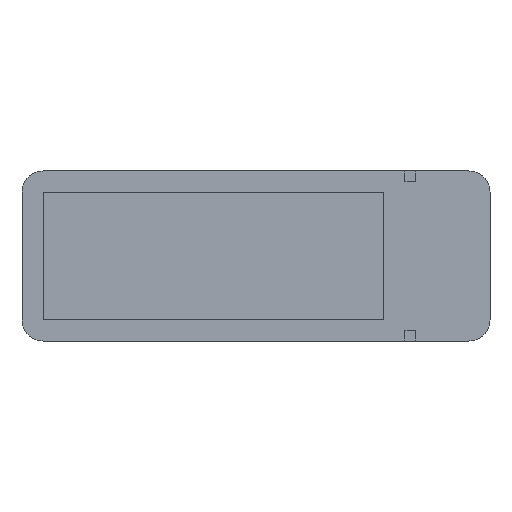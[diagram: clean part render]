
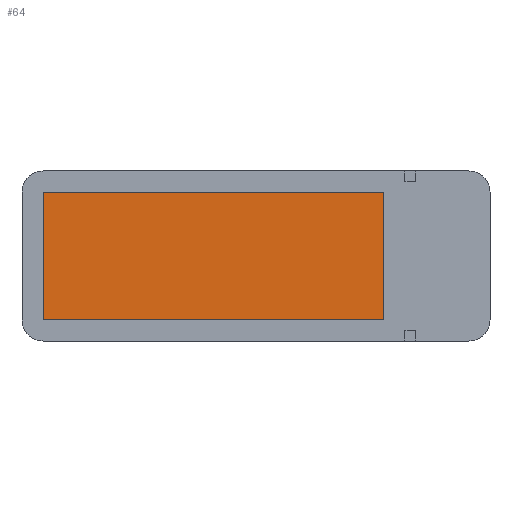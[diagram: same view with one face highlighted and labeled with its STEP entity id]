
A CAD part, top view. The second image highlights one B-rep face of the part: STEP entity #64.
In plain terms, the highlighted planar face has unit normal (0, 0, 1).
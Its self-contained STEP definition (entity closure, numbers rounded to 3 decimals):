
#64=ADVANCED_FACE('',(#108),#88,.T.);
#88=PLANE('',#481);
#108=FACE_OUTER_BOUND('',#132,.T.);
#132=EDGE_LOOP('',(#156,#157,#158,#159));
#156=ORIENTED_EDGE('',*,*,#316,.F.);
#157=ORIENTED_EDGE('',*,*,#317,.F.);
#158=ORIENTED_EDGE('',*,*,#318,.F.);
#159=ORIENTED_EDGE('',*,*,#319,.F.);
#276=VERTEX_POINT('',#633);
#277=VERTEX_POINT('',#634);
#278=VERTEX_POINT('',#636);
#279=VERTEX_POINT('',#638);
#316=EDGE_CURVE('',#276,#277,#376,.T.);
#317=EDGE_CURVE('',#278,#276,#377,.T.);
#318=EDGE_CURVE('',#279,#278,#378,.T.);
#319=EDGE_CURVE('',#277,#279,#379,.T.);
#376=LINE('',#632,#428);
#377=LINE('',#635,#429);
#378=LINE('',#637,#430);
#379=LINE('',#639,#431);
#428=VECTOR('',#515,1.);
#429=VECTOR('',#516,1.);
#430=VECTOR('',#517,1.);
#431=VECTOR('',#518,1.);
#481=AXIS2_PLACEMENT_3D('',#640,#519,#520);
#515=DIRECTION('',(-1.,0.,0.));
#516=DIRECTION('',(0.,-1.,0.));
#517=DIRECTION('',(1.,0.,0.));
#518=DIRECTION('',(0.,1.,0.));
#519=DIRECTION('',(0.,0.,1.));
#520=DIRECTION('',(1.,0.,0.));
#632=CARTESIAN_POINT('',(30.495,21.413,0.64));
#633=CARTESIAN_POINT('',(38.495,21.413,0.64));
#634=CARTESIAN_POINT('',(22.495,21.413,0.64));
#635=CARTESIAN_POINT('',(38.495,24.413,0.64));
#636=CARTESIAN_POINT('',(38.495,27.413,0.64));
#637=CARTESIAN_POINT('',(30.495,27.413,0.64));
#638=CARTESIAN_POINT('',(22.495,27.413,0.64));
#639=CARTESIAN_POINT('',(22.495,24.413,0.64));
#640=CARTESIAN_POINT('',(30.495,24.413,0.64));
